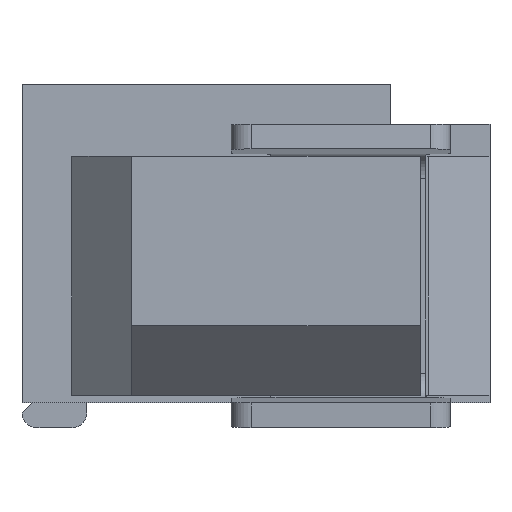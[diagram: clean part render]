
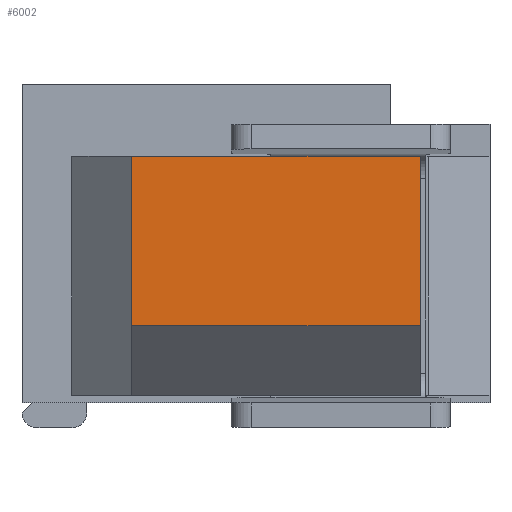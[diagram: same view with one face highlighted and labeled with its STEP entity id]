
A CAD part, left-side view. The second image highlights one B-rep face of the part: STEP entity #6002.
In plain terms, the highlighted planar face has unit normal (-1, 0, 0).
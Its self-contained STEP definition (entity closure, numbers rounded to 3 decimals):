
#5882 = VERTEX_POINT('',#5883);
#5883 = CARTESIAN_POINT('',(-3.895,-2.325,2.725));
#5889 = EDGE_CURVE('',#5890,#5882,#5892,.T.);
#5890 = VERTEX_POINT('',#5891);
#5891 = CARTESIAN_POINT('',(-3.895,0.575,2.725));
#5892 = LINE('',#5893,#5894);
#5893 = CARTESIAN_POINT('',(-3.895,0.575,2.725));
#5894 = VECTOR('',#5895,1.);
#5895 = DIRECTION('',(0.,-1.,0.));
#5954 = VERTEX_POINT('',#5955);
#5955 = CARTESIAN_POINT('',(-3.895,-2.325,1.025));
#5961 = EDGE_CURVE('',#5882,#5954,#5962,.T.);
#5962 = LINE('',#5963,#5964);
#5963 = CARTESIAN_POINT('',(-3.895,-2.325,2.725));
#5964 = VECTOR('',#5965,1.);
#5965 = DIRECTION('',(0.,0.,-1.));
#5982 = EDGE_CURVE('',#5983,#5954,#5985,.T.);
#5983 = VERTEX_POINT('',#5984);
#5984 = CARTESIAN_POINT('',(-3.895,0.575,1.025));
#5985 = LINE('',#5986,#5987);
#5986 = CARTESIAN_POINT('',(-3.895,0.575,1.025));
#5987 = VECTOR('',#5988,1.);
#5988 = DIRECTION('',(0.,-1.,0.));
#6002 = ADVANCED_FACE('',(#6003),#6014,.T.);
#6003 = FACE_BOUND('',#6004,.F.);
#6004 = EDGE_LOOP('',(#6005,#6006,#6007,#6008));
#6005 = ORIENTED_EDGE('',*,*,#5889,.T.);
#6006 = ORIENTED_EDGE('',*,*,#5961,.T.);
#6007 = ORIENTED_EDGE('',*,*,#5982,.F.);
#6008 = ORIENTED_EDGE('',*,*,#6009,.F.);
#6009 = EDGE_CURVE('',#5890,#5983,#6010,.T.);
#6010 = LINE('',#6011,#6012);
#6011 = CARTESIAN_POINT('',(-3.895,0.575,2.725));
#6012 = VECTOR('',#6013,1.);
#6013 = DIRECTION('',(0.,0.,-1.));
#6014 = PLANE('',#6015);
#6015 = AXIS2_PLACEMENT_3D('',#6016,#6017,#6018);
#6016 = CARTESIAN_POINT('',(-3.895,-3.025,3.45));
#6017 = DIRECTION('',(-1.,0.,0.));
#6018 = DIRECTION('',(0.,0.,-1.));
